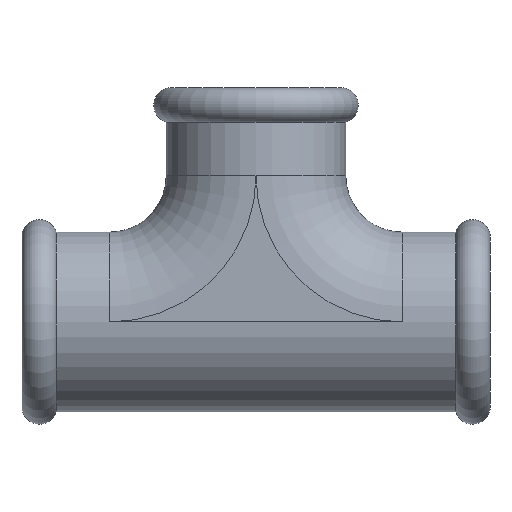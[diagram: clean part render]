
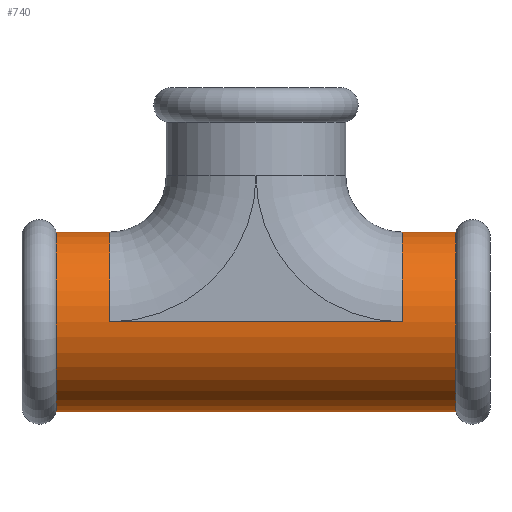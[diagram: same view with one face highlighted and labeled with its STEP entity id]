
A CAD part, front view. The second image highlights one B-rep face of the part: STEP entity #740.
In plain terms, the highlighted cylindrical face has radius 19.2 mm (diameter 38.4 mm), a full revolution.
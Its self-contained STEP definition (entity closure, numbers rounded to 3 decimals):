
#55=LINE('',#1504,#80);
#56=LINE('',#1511,#81);
#57=LINE('',#1513,#82);
#58=LINE('',#1514,#83);
#80=VECTOR('',#1104,10.);
#81=VECTOR('',#1115,10.);
#82=VECTOR('',#1118,19.2);
#83=VECTOR('',#1119,19.2);
#97=CYLINDRICAL_SURFACE('',#873,19.2);
#125=FACE_OUTER_BOUND('',#161,.T.);
#161=EDGE_LOOP('',(#619,#620,#621,#622,#623,#624,#625,#626,#627,#628,#629,
#630,#631,#632));
#176=CIRCLE('',#776,19.2);
#177=CIRCLE('',#777,19.2);
#178=CIRCLE('',#778,19.2);
#209=CIRCLE('',#817,19.2);
#210=CIRCLE('',#818,19.2);
#211=CIRCLE('',#819,19.2);
#231=CIRCLE('',#846,19.2);
#247=CIRCLE('',#870,19.2);
#259=VERTEX_POINT('',#1166);
#260=VERTEX_POINT('',#1168);
#261=VERTEX_POINT('',#1170);
#289=VERTEX_POINT('',#1241);
#290=VERTEX_POINT('',#1243);
#291=VERTEX_POINT('',#1245);
#315=VERTEX_POINT('',#1387);
#316=VERTEX_POINT('',#1388);
#334=VERTEX_POINT('',#1503);
#335=VERTEX_POINT('',#1507);
#343=EDGE_CURVE('',#259,#260,#176,.T.);
#344=EDGE_CURVE('',#260,#261,#177,.T.);
#345=EDGE_CURVE('',#261,#259,#178,.T.);
#380=EDGE_CURVE('',#290,#289,#209,.T.);
#381=EDGE_CURVE('',#291,#290,#210,.T.);
#382=EDGE_CURVE('',#289,#291,#211,.T.);
#413=EDGE_CURVE('',#315,#316,#231,.T.);
#442=EDGE_CURVE('',#334,#315,#55,.T.);
#444=EDGE_CURVE('',#334,#335,#247,.T.);
#446=EDGE_CURVE('',#335,#316,#56,.T.);
#447=EDGE_CURVE('',#260,#316,#57,.T.);
#448=EDGE_CURVE('',#335,#290,#58,.T.);
#619=ORIENTED_EDGE('',*,*,#345,.F.);
#620=ORIENTED_EDGE('',*,*,#344,.F.);
#621=ORIENTED_EDGE('',*,*,#447,.T.);
#622=ORIENTED_EDGE('',*,*,#446,.F.);
#623=ORIENTED_EDGE('',*,*,#448,.T.);
#624=ORIENTED_EDGE('',*,*,#380,.T.);
#625=ORIENTED_EDGE('',*,*,#382,.T.);
#626=ORIENTED_EDGE('',*,*,#381,.T.);
#627=ORIENTED_EDGE('',*,*,#448,.F.);
#628=ORIENTED_EDGE('',*,*,#444,.F.);
#629=ORIENTED_EDGE('',*,*,#442,.T.);
#630=ORIENTED_EDGE('',*,*,#413,.T.);
#631=ORIENTED_EDGE('',*,*,#447,.F.);
#632=ORIENTED_EDGE('',*,*,#343,.F.);
#740=ADVANCED_FACE('',(#125),#97,.T.);
#776=AXIS2_PLACEMENT_3D('',#1169,#903,#904);
#777=AXIS2_PLACEMENT_3D('',#1171,#905,#906);
#778=AXIS2_PLACEMENT_3D('',#1172,#907,#908);
#817=AXIS2_PLACEMENT_3D('',#1244,#989,#990);
#818=AXIS2_PLACEMENT_3D('',#1246,#991,#992);
#819=AXIS2_PLACEMENT_3D('',#1247,#993,#994);
#846=AXIS2_PLACEMENT_3D('',#1389,#1051,#1052);
#870=AXIS2_PLACEMENT_3D('',#1508,#1109,#1110);
#873=AXIS2_PLACEMENT_3D('',#1512,#1116,#1117);
#903=DIRECTION('center_axis',(1.,0.,0.));
#904=DIRECTION('ref_axis',(0.,1.,0.));
#905=DIRECTION('center_axis',(1.,0.,0.));
#906=DIRECTION('ref_axis',(0.,1.,0.));
#907=DIRECTION('center_axis',(1.,0.,0.));
#908=DIRECTION('ref_axis',(0.,1.,0.));
#989=DIRECTION('center_axis',(1.,0.,0.));
#990=DIRECTION('ref_axis',(0.,1.,0.));
#991=DIRECTION('center_axis',(1.,0.,0.));
#992=DIRECTION('ref_axis',(0.,1.,0.));
#993=DIRECTION('center_axis',(1.,0.,0.));
#994=DIRECTION('ref_axis',(0.,1.,0.));
#1051=DIRECTION('center_axis',(1.,0.,0.));
#1052=DIRECTION('ref_axis',(0.,0.,-1.));
#1104=DIRECTION('',(1.,0.,0.));
#1109=DIRECTION('center_axis',(1.,0.,0.));
#1110=DIRECTION('ref_axis',(0.,0.,
-1.));
#1115=DIRECTION('',(1.,0.,0.));
#1116=DIRECTION('center_axis',(1.,0.,0.));
#1117=DIRECTION('ref_axis',(0.,1.,0.));
#1118=DIRECTION('',(-1.,0.,0.));
#1119=DIRECTION('',(-1.,0.,0.));
#1166=CARTESIAN_POINT('',(42.697,0.,19.2));
#1168=CARTESIAN_POINT('',(42.697,-19.2,0.));
#1169=CARTESIAN_POINT('Origin',(42.697,0.,0.));
#1170=CARTESIAN_POINT('',(42.697,19.2,0.));
#1171=CARTESIAN_POINT('Origin',(42.697,0.,0.));
#1172=CARTESIAN_POINT('Origin',(42.697,0.,0.));
#1241=CARTESIAN_POINT('',(-42.697,0.,-19.2));
#1243=CARTESIAN_POINT('',(-42.697,-19.2,0.));
#1244=CARTESIAN_POINT('Origin',(-42.697,0.,0.));
#1245=CARTESIAN_POINT('',(-42.697,19.2,0.));
#1246=CARTESIAN_POINT('Origin',(-42.697,0.,0.));
#1247=CARTESIAN_POINT('Origin',(-42.697,0.,0.));
#1387=CARTESIAN_POINT('',(31.2,19.2,0.));
#1388=CARTESIAN_POINT('',(31.2,-19.2,0.));
#1389=CARTESIAN_POINT('Origin',(31.2,0.,0.));
#1503=CARTESIAN_POINT('',(-31.2,19.2,0.));
#1504=CARTESIAN_POINT('',(33.348,19.2,0.));
#1507=CARTESIAN_POINT('',(-31.2,-19.2,0.));
#1508=CARTESIAN_POINT('Origin',(-31.2,0.,0.));
#1511=CARTESIAN_POINT('',(33.348,-19.2,0.));
#1512=CARTESIAN_POINT('Origin',(33.348,0.,0.));
#1513=CARTESIAN_POINT('',(33.348,-19.2,0.));
#1514=CARTESIAN_POINT('',(33.348,-19.2,0.));
